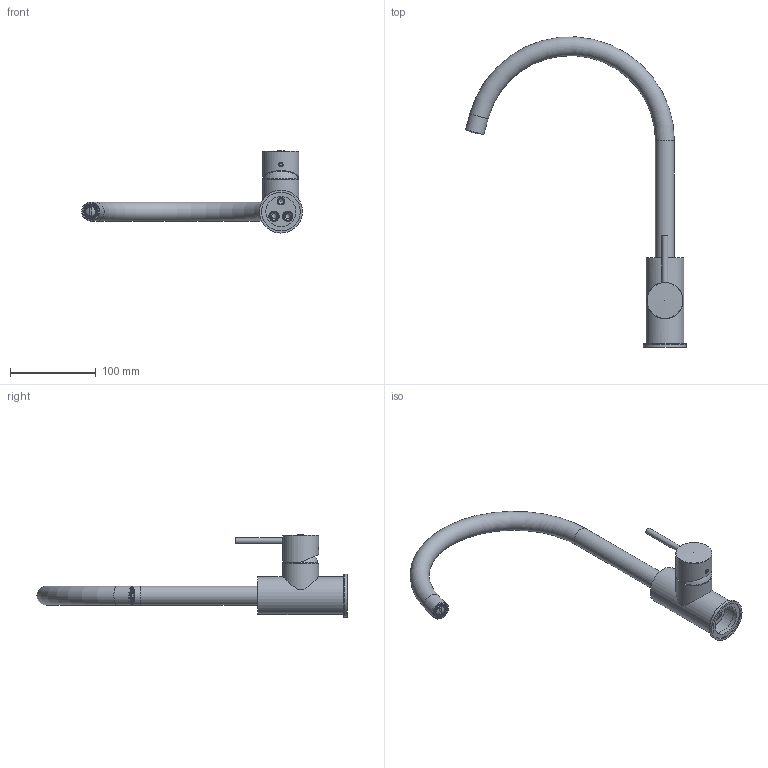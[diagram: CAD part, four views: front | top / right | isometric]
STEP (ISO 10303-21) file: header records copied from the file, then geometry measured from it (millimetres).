
FILE_DESCRIPTION(/* description */ ('Unknown'),/* implementation_level */ '2;1');
FILE_NAME(/* name */ 'CB040',/* time_stamp */ '2016-03-31T14:34:32+02:00',/* author */ ('Unknown'),/* organization */ ('Unknown'),/* preprocessor_version */ 'ST-DEVELOPER v16.7',/* originating_system */ 'DEX',/* authorisation */ $);
FILE_SCHEMA (('AUTOMOTIVE_DESIGN { 1 0 10303 214 3 1 1 }','AUTOMOTIVE_DESIGN {1 0 10303 214 3 1 1}'));
Length unit declared in the file: millimetre
Products named in the file (1): CB040
Bounding box: 256.81 x 360.69 x 95.55 mm (x, y, z)
Volume: 39.7 mm3; surface area: 72894.5 mm2
Topology: 1 solids, 29 shells, 124 faces, 387 edges, 267 vertices
Faces by surface type: plane 44, cylinder 37, cone 23, torus 17, sphere 2, bspline 1
Full cylindrical faces by diameter (mm): 3.242 x1, 4 x2, 5 x2, 6 x1, 6.647 x1, 7 x3, 8.917 x2, 11 x2, 12.196 x1, 13.464 x1, 14.577 x1, 15.033 x1, 15.218 x1, 16 x1, 16.5 x2, 16.75 x1, 19 x1, 20.004 x1, 20.2 x1, 22 x2, 35 x1, 39 x1, 39.3 x1, 42 x2, 44 x1, 45 x1, 50 x1
Entity records: 6644 total; most frequent: CARTESIAN_POINT 3299, DIRECTION 666, ORIENTED_EDGE 397, AXIS2_PLACEMENT_3D 294, EDGE_CURVE 269, VERTEX_POINT 224, FACE_BOUND 221, EDGE_LOOP 219
